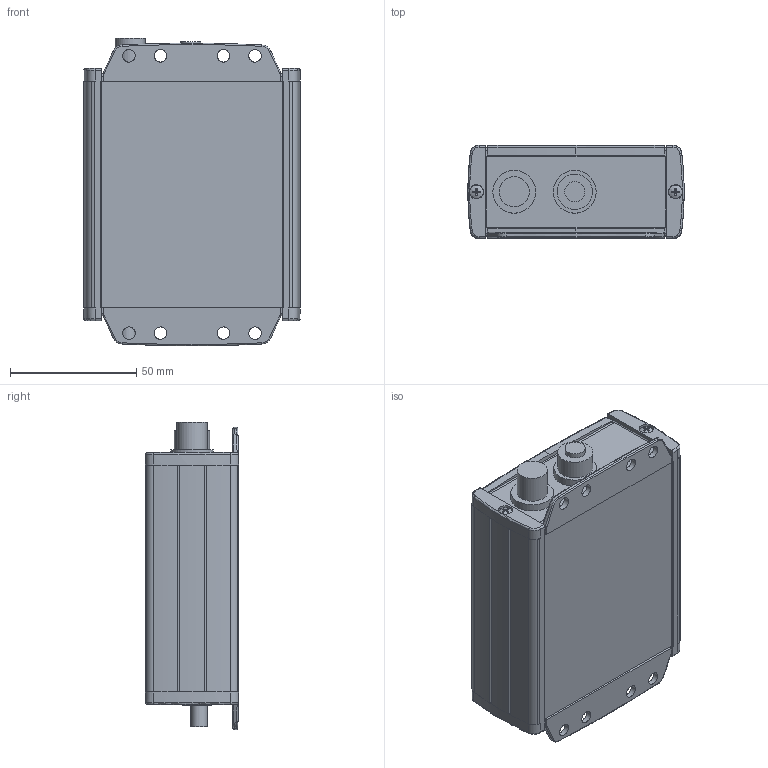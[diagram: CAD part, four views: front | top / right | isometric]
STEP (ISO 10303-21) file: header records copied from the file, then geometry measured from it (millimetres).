
FILE_DESCRIPTION(/* description */ (''),/* implementation_level */ '2;1');
FILE_NAME(/* name */ 'MIRO BT.stp',/* time_stamp */ '2016-03-17T11:35:10+01:00',/* author */ ('aumueller'),/* organization */ (''),/* preprocessor_version */ 'ST-DEVELOPER v15.6',/* originating_system */ 'Autodesk Inventor 2015',/* authorisation */ '');
FILE_SCHEMA (('AUTOMOTIVE_DESIGN { 1 0 10303 214 3 1 1 }'));
Length unit declared in the file: centimetre
Products named in the file (1): MIRO BT
Bounding box: 85.8 x 36.9 x 122 mm (x, y, z)
Volume: 76159.1 mm3; surface area: 86219.4 mm2
Topology: 1 solids, 2 shells, 669 faces, 1813 edges, 1144 vertices
Faces by surface type: plane 354, cylinder 198, cone 47, torus 42, bspline 24, sphere 4
Full cylindrical faces by diameter (mm): 2.9 x4, 3 x4, 4 x1, 5 x8, 5.7 x4, 6.5 x1, 8 x1, 10 x1, 12 x3, 14 x1, 17 x2
Entity records: 22275 total; most frequent: CARTESIAN_POINT 5096, DIRECTION 3636, ORIENTED_EDGE 3496, EDGE_CURVE 1748, AXIS2_PLACEMENT_3D 1402, VERTEX_POINT 1122, LINE 832, VECTOR 832
